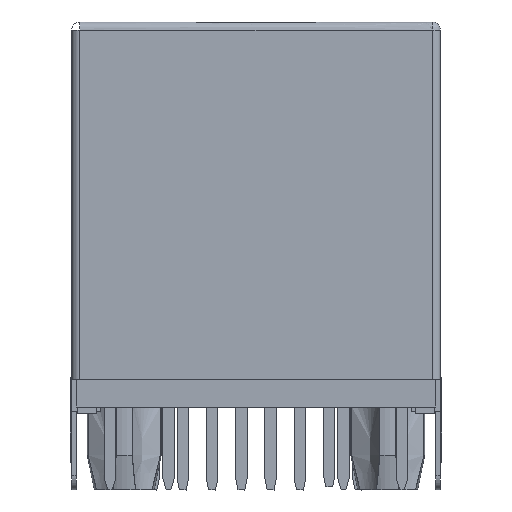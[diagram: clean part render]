
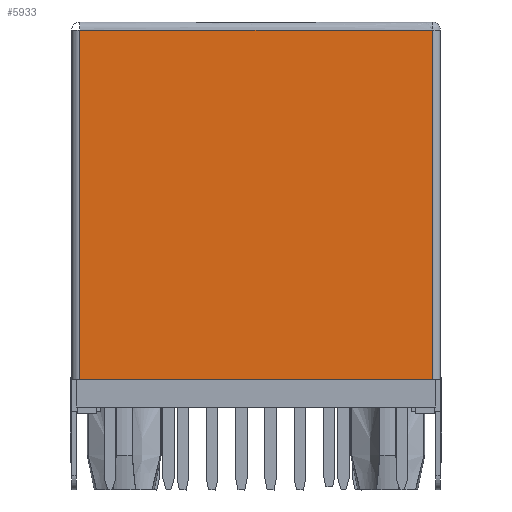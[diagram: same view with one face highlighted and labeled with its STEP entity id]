
A CAD part, front view. The second image highlights one B-rep face of the part: STEP entity #5933.
In plain terms, the highlighted planar face has unit normal (0, 1, 0).
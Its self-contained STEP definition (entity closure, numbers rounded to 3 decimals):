
#5897=AXIS2_PLACEMENT_3D('Plane Axis2P3D',#5894,#5895,#5896) ;
#5894=CARTESIAN_POINT('Axis2P3D Location',(-7.65,-8.285,0.7)) ;
#5899=CARTESIAN_POINT('Line Origine',(0.,-8.285,15.85)) ;
#5903=CARTESIAN_POINT('Vertex',(-7.65,-8.285,15.85)) ;
#5905=CARTESIAN_POINT('Vertex',(7.65,-8.285,15.85)) ;
#5908=CARTESIAN_POINT('Line Origine',(7.65,-8.285,8.275)) ;
#5912=CARTESIAN_POINT('Vertex',(7.65,-8.285,0.7)) ;
#5915=CARTESIAN_POINT('Line Origine',(0.,-8.285,0.7)) ;
#5919=CARTESIAN_POINT('Vertex',(-7.65,-8.285,0.7)) ;
#5922=CARTESIAN_POINT('Line Origine',(-7.65,-8.285,8.275)) ;
#5895=DIRECTION('Axis2P3D Direction',(0.,1.,0.)) ;
#5896=DIRECTION('Axis2P3D XDirection',(0.,0.,1.)) ;
#5900=DIRECTION('Vector Direction',(1.,0.,0.)) ;
#5909=DIRECTION('Vector Direction',(0.,0.,-1.)) ;
#5916=DIRECTION('Vector Direction',(-1.,0.,0.)) ;
#5923=DIRECTION('Vector Direction',(0.,0.,1.)) ;
#5901=VECTOR('Line Direction',#5900,1.) ;
#5910=VECTOR('Line Direction',#5909,1.) ;
#5917=VECTOR('Line Direction',#5916,1.) ;
#5924=VECTOR('Line Direction',#5923,1.) ;
#5928=ORIENTED_EDGE('',*,*,#5907,.T.) ;
#5929=ORIENTED_EDGE('',*,*,#5914,.T.) ;
#5930=ORIENTED_EDGE('',*,*,#5921,.T.) ;
#5931=ORIENTED_EDGE('',*,*,#5926,.T.) ;
#5933=ADVANCED_FACE('OPEN_SHELL #9592',(#5932),#5898,.T.) ;
#5907=EDGE_CURVE('',#5904,#5906,#5902,.T.) ;
#5914=EDGE_CURVE('',#5906,#5913,#5911,.T.) ;
#5921=EDGE_CURVE('',#5913,#5920,#5918,.T.) ;
#5926=EDGE_CURVE('',#5920,#5904,#5925,.T.) ;
#5927=EDGE_LOOP('',(#5928,#5929,#5930,#5931)) ;
#5932=FACE_OUTER_BOUND('',#5927,.T.) ;
#5902=LINE('Line',#5899,#5901) ;
#5911=LINE('Line',#5908,#5910) ;
#5918=LINE('Line',#5915,#5917) ;
#5925=LINE('Line',#5922,#5924) ;
#5898=PLANE('',#5897) ;
#5904=VERTEX_POINT('',#5903) ;
#5906=VERTEX_POINT('',#5905) ;
#5913=VERTEX_POINT('',#5912) ;
#5920=VERTEX_POINT('',#5919) ;
